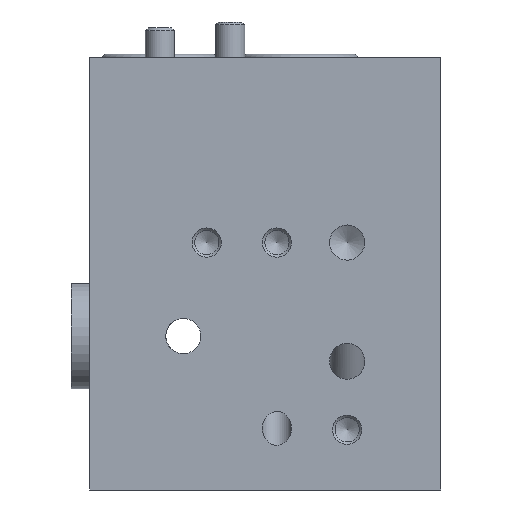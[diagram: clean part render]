
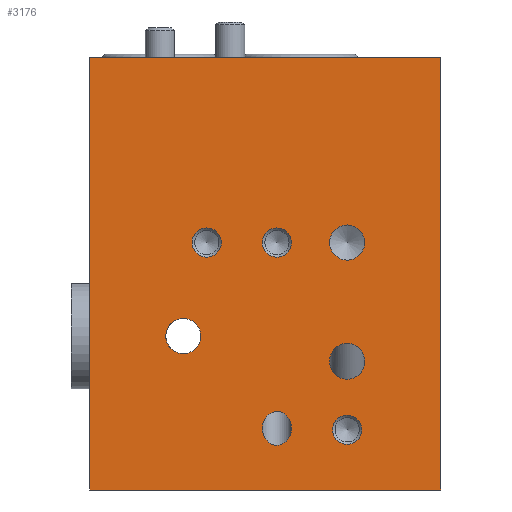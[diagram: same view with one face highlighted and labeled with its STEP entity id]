
A CAD part, left-side view. The second image highlights one B-rep face of the part: STEP entity #3176.
In plain terms, the highlighted planar face has unit normal (-1, 0, 0).
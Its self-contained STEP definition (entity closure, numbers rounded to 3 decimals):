
#109=ELLIPSE('',#3459,2.887,2.5);
#110=ELLIPSE('',#3460,3.067,3.);
#184=CIRCLE('',#3461,3.);
#185=CIRCLE('',#3462,2.5);
#186=CIRCLE('',#3463,3.);
#187=CIRCLE('',#3464,2.5);
#188=CIRCLE('',#3465,2.5);
#357=ORIENTED_EDGE('',*,*,#1198,.F.);
#358=ORIENTED_EDGE('',*,*,#1199,.F.);
#359=ORIENTED_EDGE('',*,*,#1200,.T.);
#360=ORIENTED_EDGE('',*,*,#1201,.F.);
#361=ORIENTED_EDGE('',*,*,#1202,.F.);
#362=ORIENTED_EDGE('',*,*,#1203,.F.);
#363=ORIENTED_EDGE('',*,*,#1204,.F.);
#364=ORIENTED_EDGE('',*,*,#1160,.T.);
#365=ORIENTED_EDGE('',*,*,#1205,.F.);
#366=ORIENTED_EDGE('',*,*,#1206,.F.);
#367=ORIENTED_EDGE('',*,*,#1207,.T.);
#1160=EDGE_CURVE('',#1582,#1583,#1890,.T.);
#1198=EDGE_CURVE('',#1617,#1617,#109,.F.);
#1199=EDGE_CURVE('',#1618,#1618,#110,.F.);
#1200=EDGE_CURVE('',#1619,#1619,#184,.T.);
#1201=EDGE_CURVE('',#1620,#1620,#185,.T.);
#1202=EDGE_CURVE('',#1621,#1621,#186,.T.);
#1203=EDGE_CURVE('',#1622,#1622,#187,.T.);
#1204=EDGE_CURVE('',#1623,#1623,#188,.T.);
#1205=EDGE_CURVE('',#1624,#1583,#1915,.T.);
#1206=EDGE_CURVE('',#1625,#1624,#1916,.T.);
#1207=EDGE_CURVE('',#1625,#1582,#1917,.T.);
#1582=VERTEX_POINT('',#4801);
#1583=VERTEX_POINT('',#4802);
#1617=VERTEX_POINT('',#4906);
#1618=VERTEX_POINT('',#4908);
#1619=VERTEX_POINT('',#4910);
#1620=VERTEX_POINT('',#4912);
#1621=VERTEX_POINT('',#4914);
#1622=VERTEX_POINT('',#4916);
#1623=VERTEX_POINT('',#4918);
#1624=VERTEX_POINT('',#4920);
#1625=VERTEX_POINT('',#4922);
#1890=LINE('',#4800,#2162);
#1915=LINE('',#4919,#2187);
#1916=LINE('',#4921,#2188);
#1917=LINE('',#4923,#2189);
#2162=VECTOR('',#3813,1000.);
#2187=VECTOR('',#3880,1000.);
#2188=VECTOR('',#3881,1000.);
#2189=VECTOR('',#3882,1000.);
#2437=EDGE_LOOP('',(#357));
#2438=EDGE_LOOP('',(#358));
#2439=EDGE_LOOP('',(#359));
#2440=EDGE_LOOP('',(#360));
#2441=EDGE_LOOP('',(#361));
#2442=EDGE_LOOP('',(#362));
#2443=EDGE_LOOP('',(#363));
#2444=EDGE_LOOP('',(#364,#365,#366,#367));
#2742=FACE_BOUND('',#2437,.T.);
#2743=FACE_BOUND('',#2438,.T.);
#2744=FACE_BOUND('',#2439,.T.);
#2745=FACE_BOUND('',#2440,.T.);
#2746=FACE_BOUND('',#2441,.T.);
#2747=FACE_BOUND('',#2442,.T.);
#2748=FACE_BOUND('',#2443,.T.);
#2749=FACE_BOUND('',#2444,.T.);
#3048=PLANE('',#3458);
#3176=ADVANCED_FACE('',(#2742,#2743,#2744,#2745,#2746,#2747,#2748,#2749),
#3048,.F.);
#3458=AXIS2_PLACEMENT_3D('',#4904,#3864,#3865);
#3459=AXIS2_PLACEMENT_3D('',#4905,#3866,#3867);
#3460=AXIS2_PLACEMENT_3D('',#4907,#3868,#3869);
#3461=AXIS2_PLACEMENT_3D('',#4909,#3870,#3871);
#3462=AXIS2_PLACEMENT_3D('',#4911,#3872,#3873);
#3463=AXIS2_PLACEMENT_3D('',#4913,#3874,#3875);
#3464=AXIS2_PLACEMENT_3D('',#4915,#3876,#3877);
#3465=AXIS2_PLACEMENT_3D('',#4917,#3878,#3879);
#3813=DIRECTION('',(0.,0.,1.));
#3864=DIRECTION('',(1.,0.,0.));
#3865=DIRECTION('',(0.,0.,-1.));
#3866=DIRECTION('',(1.,0.,0.));
#3867=DIRECTION('',(0.,0.,-1.));
#3868=DIRECTION('',(1.,0.,0.));
#3869=DIRECTION('',(0.,0.,1.));
#3870=DIRECTION('',(1.,0.,0.));
#3871=DIRECTION('',(0.,0.,-1.));
#3872=DIRECTION('',(-1.,0.,0.));
#3873=DIRECTION('',(0.,0.,1.));
#3874=DIRECTION('',(-1.,0.,0.));
#3875=DIRECTION('',(0.,0.,1.));
#3876=DIRECTION('',(-1.,0.,0.));
#3877=DIRECTION('',(0.,0.,1.));
#3878=DIRECTION('',(-1.,0.,0.));
#3879=DIRECTION('',(0.,0.,1.));
#3880=DIRECTION('',(0.,-1.,0.));
#3881=DIRECTION('',(0.,0.,1.));
#3882=DIRECTION('',(0.,-1.,0.));
#4800=CARTESIAN_POINT('',(-27.5,0.,0.));
#4801=CARTESIAN_POINT('',(-27.5,0.,0.));
#4802=CARTESIAN_POINT('',(-27.5,0.,74.));
#4904=CARTESIAN_POINT('',(-27.5,60.,0.));
#4905=CARTESIAN_POINT('',(-27.5,28.,10.546));
#4906=CARTESIAN_POINT('',(-27.5,28.,7.659));
#4907=CARTESIAN_POINT('',(-27.5,16.,21.991));
#4908=CARTESIAN_POINT('',(-27.5,16.,25.058));
#4909=CARTESIAN_POINT('',(-27.5,44.,26.3));
#4910=CARTESIAN_POINT('',(-27.5,44.,23.3));
#4911=CARTESIAN_POINT('',(-27.5,40.,42.3));
#4912=CARTESIAN_POINT('',(-27.5,40.,44.8));
#4913=CARTESIAN_POINT('',(-27.5,16.,42.3));
#4914=CARTESIAN_POINT('',(-27.5,16.,45.3));
#4915=CARTESIAN_POINT('',(-27.5,28.,42.3));
#4916=CARTESIAN_POINT('',(-27.5,28.,44.8));
#4917=CARTESIAN_POINT('',(-27.5,16.,10.3));
#4918=CARTESIAN_POINT('',(-27.5,16.,12.8));
#4919=CARTESIAN_POINT('',(-27.5,60.,74.));
#4920=CARTESIAN_POINT('',(-27.5,60.,74.));
#4921=CARTESIAN_POINT('',(-27.5,60.,0.));
#4922=CARTESIAN_POINT('',(-27.5,60.,0.));
#4923=CARTESIAN_POINT('',(-27.5,60.,0.));
